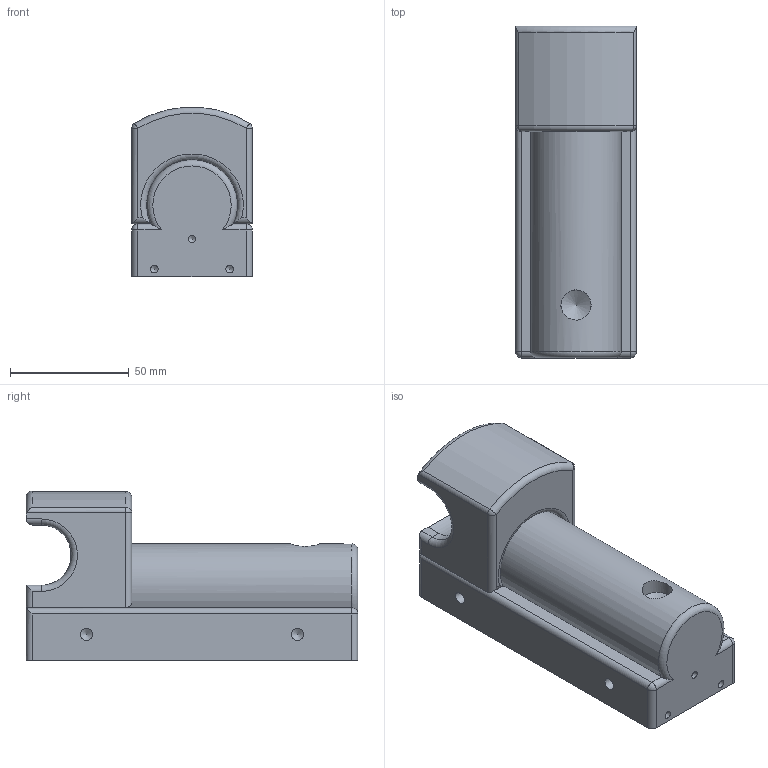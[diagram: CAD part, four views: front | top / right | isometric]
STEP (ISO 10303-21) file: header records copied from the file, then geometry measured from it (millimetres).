
FILE_DESCRIPTION(/* description */ ('STEP AP242','CAx-IF Rec.Pracs.---Representation and Presentation of Product Manufacturing Information (PMI)---4.0---2014-10-13','CAx-IF Rec.Pracs.---3D Tessellated Geometry---0.4---2014-09-14','2;1'),/* implementation_level */ '2;1');
FILE_NAME(/* name */ '66bc866208dd055c91df0413',/* time_stamp */ '2024-08-14T10:26:43Z',/* author */ (''),/* organization */ (''),/* preprocessor_version */ 'ST-DEVELOPER v20',/* originating_system */ ' ',/* authorisation */ ' ');
FILE_SCHEMA (('AP242_MANAGED_MODEL_BASED_3D_ENGINEERING_MIM_LF { 1 0 10303 442 1 1 4 }'));
Length unit declared in the file: metre
Products named in the file (2): Part 2; Part 1
Bounding box: 50.8 x 139.7 x 71.36 mm (x, y, z)
Volume: 319653.8 mm3; surface area: 42958.9 mm2
Topology: 2 solids, 2 shells, 74 faces, 184 edges, 111 vertices
Faces by surface type: cylinder 36, plane 19, cone 9, torus 6, sphere 4
Full cylindrical faces by diameter (mm): 3.175 x3, 5.08 x1, 5.105 x4, 6.35 x1, 12.7 x1
Entity records: 2063 total; most frequent: CARTESIAN_POINT 419, DIRECTION 348, ORIENTED_EDGE 284, EDGE_CURVE 142, AXIS2_PLACEMENT_3D 141, FACE_BOUND 103, VERTEX_POINT 101, EDGE_LOOP 94
